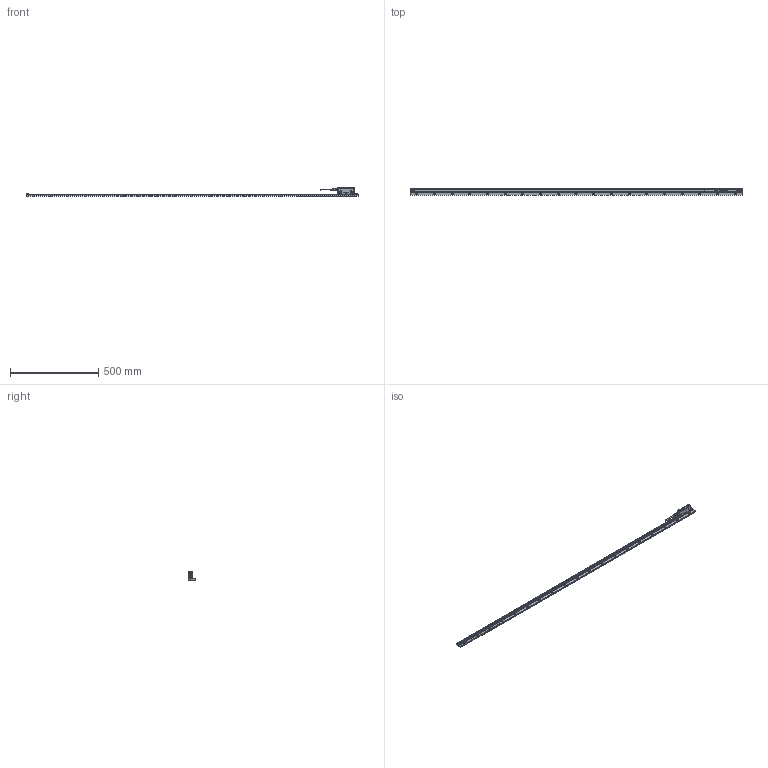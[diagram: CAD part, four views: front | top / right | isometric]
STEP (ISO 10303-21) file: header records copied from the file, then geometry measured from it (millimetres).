
FILE_DESCRIPTION(('CATIA V5 STEP','CAx-IF Rec.Pracs.--- Model Styling and Organization---1.4--- 2014-01-23'),'2;1');
FILE_NAME('SQ47-174R.stp','2019-11-12T07:28:52+00:00',('none'),('none'),'CATIA Version 5-6 Release 2017 SP5','CATIA V5 STEP AP214','none');
FILE_SCHEMA(('AUTOMOTIVE_DESIGN { 1 0 10303 214 1 1 1 1 }'));
Products named in the file (3): SQ47-174R; Head_ASSY_R; Scale base 1740
Assembly tree (2 placements, depth 2):
  SQ47-174R
    Head_ASSY_R
    Scale base 1740
Bounding box: 1876 x 37 x 46.38 mm (x, y, z)
Volume: 640906.2 mm3; surface area: 239247.9 mm2
Topology: 2 solids, 23 shells, 3178 faces, 8619 edges, 5562 vertices
Faces by surface type: cone 1214, plane 752, cylinder 634, bspline 389, torus 177, sphere 12
Entity records: 113755 total; most frequent: CARTESIAN_POINT 40736, ORIENTED_EDGE 17190, DIRECTION 11309, EDGE_CURVE 8595, AXIS2_PLACEMENT_3D 5881, VERTEX_POINT 5562, CIRCLE 3740, EDGE_LOOP 3393
